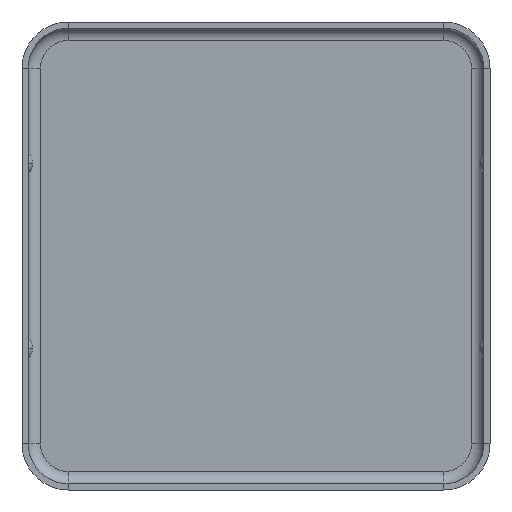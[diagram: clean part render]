
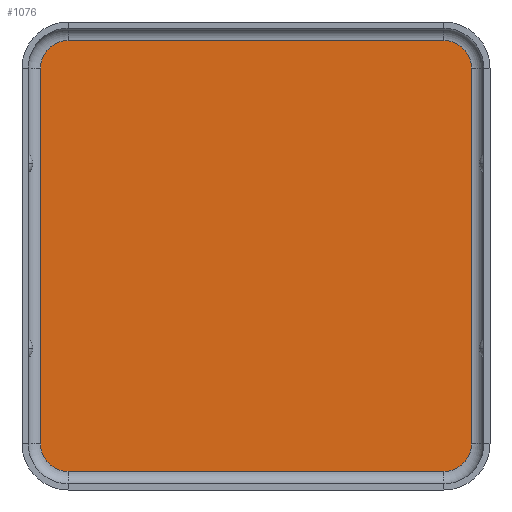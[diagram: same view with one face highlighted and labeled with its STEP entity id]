
A CAD part, front view. The second image highlights one B-rep face of the part: STEP entity #1076.
In plain terms, the highlighted planar face has unit normal (0, -1, 0).
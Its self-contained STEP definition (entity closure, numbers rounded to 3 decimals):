
#5 = CARTESIAN_POINT ( 'NONE',  ( 6.1, 0., -7. ) ) ;
#15 = CARTESIAN_POINT ( 'NONE',  ( -7., 0., 6.1 ) ) ;
#49 = ORIENTED_EDGE ( 'NONE', *, *, #1479, .T. ) ;
#77 = EDGE_CURVE ( 'NONE', #1395, #1501, #586, .T. ) ;
#92 = CARTESIAN_POINT ( 'NONE',  ( -6.1, 0., -6.1 ) ) ;
#102 = CIRCLE ( 'NONE', #1437, 0.9 ) ;
#126 = AXIS2_PLACEMENT_3D ( 'NONE', #1464, #227, #350 ) ;
#129 = EDGE_CURVE ( 'NONE', #455, #1088, #1229, .T. ) ;
#160 = VERTEX_POINT ( 'NONE', #1112 ) ;
#207 = CARTESIAN_POINT ( 'NONE',  ( -7., 0., 0. ) ) ;
#216 = DIRECTION ( 'NONE',  ( 0., -1., 0. ) ) ;
#219 = CARTESIAN_POINT ( 'NONE',  ( -6.1, 0., -7. ) ) ;
#227 = DIRECTION ( 'NONE',  ( 0., 1., 0. ) ) ;
#305 = CIRCLE ( 'NONE', #1329, 0.9 ) ;
#307 = CARTESIAN_POINT ( 'NONE',  ( 6.1, 0., -6.1 ) ) ;
#316 = VECTOR ( 'NONE', #1119, 1000. ) ;
#323 = VERTEX_POINT ( 'NONE', #1563 ) ;
#339 = ORIENTED_EDGE ( 'NONE', *, *, #1125, .T. ) ;
#350 = DIRECTION ( 'NONE',  ( 0., 0., -1. ) ) ;
#455 = VERTEX_POINT ( 'NONE', #1469 ) ;
#459 = EDGE_CURVE ( 'NONE', #1256, #160, #966, .T. ) ;
#470 = DIRECTION ( 'NONE',  ( 0., -1., 0. ) ) ;
#488 = ORIENTED_EDGE ( 'NONE', *, *, #1550, .T. ) ;
#567 = DIRECTION ( 'NONE',  ( 0., 0., 1. ) ) ;
#586 = CIRCLE ( 'NONE', #1496, 0.9 ) ;
#603 = CARTESIAN_POINT ( 'NONE',  ( 7., 0., 0. ) ) ;
#612 = ORIENTED_EDGE ( 'NONE', *, *, #459, .F. ) ;
#658 = VECTOR ( 'NONE', #713, 1000. ) ;
#713 = DIRECTION ( 'NONE',  ( 0., 0., -1. ) ) ;
#723 = CARTESIAN_POINT ( 'NONE',  ( 7., 0., -6.1 ) ) ;
#735 = DIRECTION ( 'NONE',  ( 0., 0., 1. ) ) ;
#849 = LINE ( 'NONE', #207, #658 ) ;
#852 = PLANE ( 'NONE',  #897 ) ;
#897 = AXIS2_PLACEMENT_3D ( 'NONE', #1467, #1429, #1239 ) ;
#966 = CIRCLE ( 'NONE', #126, 0.9 ) ;
#974 = DIRECTION ( 'NONE',  ( 0., 1., 0. ) ) ;
#983 = CARTESIAN_POINT ( 'NONE',  ( 6.1, 0., 7. ) ) ;
#1025 = VECTOR ( 'NONE', #1533, 1000. ) ;
#1040 = LINE ( 'NONE', #5, #1025 ) ;
#1076 = ADVANCED_FACE ( 'NONE', ( #1182 ), #852, .T. ) ;
#1088 = VERTEX_POINT ( 'NONE', #723 ) ;
#1112 = CARTESIAN_POINT ( 'NONE',  ( -6.1, 0., 7. ) ) ;
#1119 = DIRECTION ( 'NONE',  ( 0., 0., -1. ) ) ;
#1125 = EDGE_CURVE ( 'NONE', #1266, #160, #1595, .T. ) ;
#1151 = EDGE_CURVE ( 'NONE', #1088, #323, #102, .T. ) ;
#1157 = CARTESIAN_POINT ( 'NONE',  ( 6.1, 0., 7. ) ) ;
#1181 = VECTOR ( 'NONE', #1357, 1000. ) ;
#1182 = FACE_OUTER_BOUND ( 'NONE', #1382, .T. ) ;
#1205 = ORIENTED_EDGE ( 'NONE', *, *, #1151, .F. ) ;
#1229 = LINE ( 'NONE', #603, #316 ) ;
#1239 = DIRECTION ( 'NONE',  ( 0., 0., -1. ) ) ;
#1256 = VERTEX_POINT ( 'NONE', #15 ) ;
#1266 = VERTEX_POINT ( 'NONE', #1157 ) ;
#1271 = EDGE_CURVE ( 'NONE', #323, #1501, #1040, .T. ) ;
#1329 = AXIS2_PLACEMENT_3D ( 'NONE', #1610, #470, #1338 ) ;
#1338 = DIRECTION ( 'NONE',  ( 0., 0., -1. ) ) ;
#1357 = DIRECTION ( 'NONE',  ( -1., 0., 0. ) ) ;
#1381 = ORIENTED_EDGE ( 'NONE', *, *, #77, .T. ) ;
#1382 = EDGE_LOOP ( 'NONE', ( #1481, #1205, #1603, #49, #339, #612, #488, #1381 ) ) ;
#1395 = VERTEX_POINT ( 'NONE', #1540 ) ;
#1429 = DIRECTION ( 'NONE',  ( 0., -1., 0. ) ) ;
#1437 = AXIS2_PLACEMENT_3D ( 'NONE', #307, #974, #567 ) ;
#1464 = CARTESIAN_POINT ( 'NONE',  ( -6.1, 0., 6.1 ) ) ;
#1467 = CARTESIAN_POINT ( 'NONE',  ( 6.1, 0., -6.1 ) ) ;
#1469 = CARTESIAN_POINT ( 'NONE',  ( 7., 0., 6.1 ) ) ;
#1479 = EDGE_CURVE ( 'NONE', #455, #1266, #305, .T. ) ;
#1481 = ORIENTED_EDGE ( 'NONE', *, *, #1271, .F. ) ;
#1496 = AXIS2_PLACEMENT_3D ( 'NONE', #92, #216, #735 ) ;
#1501 = VERTEX_POINT ( 'NONE', #219 ) ;
#1533 = DIRECTION ( 'NONE',  ( -1., 0., 0. ) ) ;
#1540 = CARTESIAN_POINT ( 'NONE',  ( -7., 0., -6.1 ) ) ;
#1550 = EDGE_CURVE ( 'NONE', #1256, #1395, #849, .T. ) ;
#1563 = CARTESIAN_POINT ( 'NONE',  ( 6.1, 0., -7. ) ) ;
#1595 = LINE ( 'NONE', #983, #1181 ) ;
#1603 = ORIENTED_EDGE ( 'NONE', *, *, #129, .F. ) ;
#1610 = CARTESIAN_POINT ( 'NONE',  ( 6.1, 0., 6.1 ) ) ;
